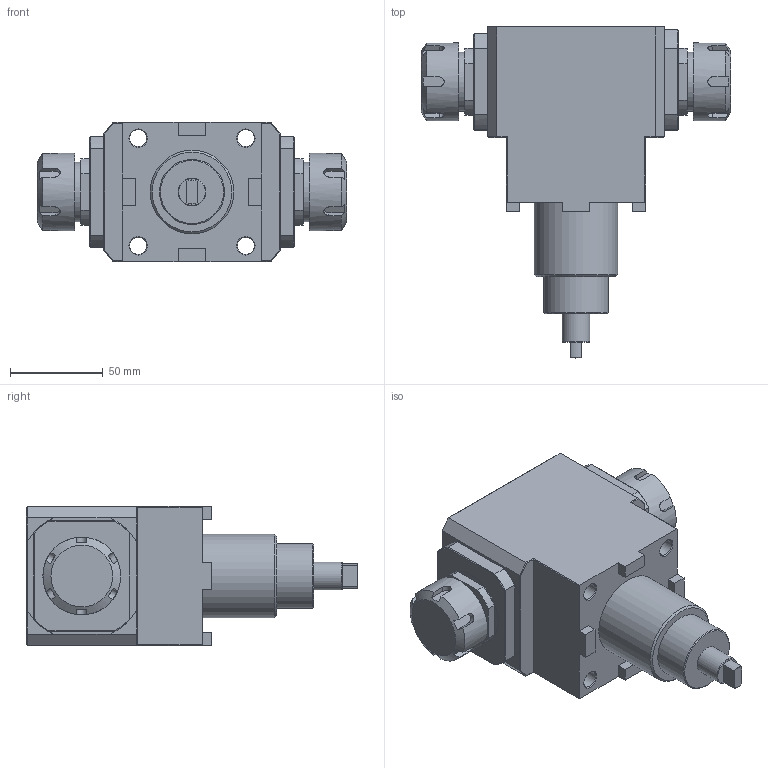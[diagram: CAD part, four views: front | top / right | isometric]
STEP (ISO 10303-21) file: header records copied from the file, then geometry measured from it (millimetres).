
FILE_DESCRIPTION(/* description */ (''),/* implementation_level */ '2;1');
FILE_NAME(/* name */ 'BMT45-ER25-25-Z.step',/* time_stamp */ '2025-08-05T09:05:22-05:00',/* author */ (''),/* organization */ (''),/* preprocessor_version */ 'ST-DEVELOPER v20.1',/* originating_system */ 'Autodesk Translation Framework v14.10.0.0',/* authorisation */ '');
FILE_SCHEMA (('AUTOMOTIVE_DESIGN { 1 0 10303 214 3 1 1 }'));
Length unit declared in the file: inch
Products named in the file (3): BMT45-ER25/25-Z; ER25 Collet Nut v2; ER25 Collet Nut v2 (1)
Assembly tree (2 placements, depth 2):
  BMT45-ER25/25-Z
    ER25 Collet Nut v2
    ER25 Collet Nut v2 (1)
Bounding box: 166.55 x 178.86 x 75 mm (x, y, z)
Volume: 791929.2 mm3; surface area: 86088.8 mm2
Topology: 3 solids, 3 shells, 251 faces, 638 edges, 407 vertices
Faces by surface type: plane 177, cylinder 47, cone 27
Full cylindrical faces by diameter (mm): 9 x4, 14 x4, 15 x1, 18.669 x2, 31.928 x2, 35 x1, 41.91 x2, 45 x1
Entity records: 7777 total; most frequent: CARTESIAN_POINT 1675, ORIENTED_EDGE 1276, DIRECTION 1236, EDGE_CURVE 638, AXIS2_PLACEMENT_3D 430, VERTEX_POINT 407, LINE 376, VECTOR 376
